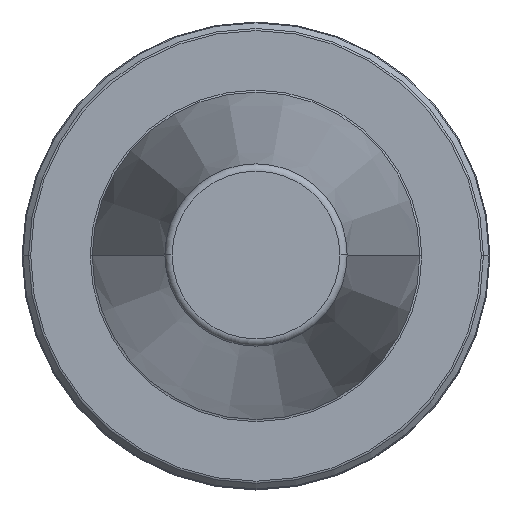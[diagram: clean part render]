
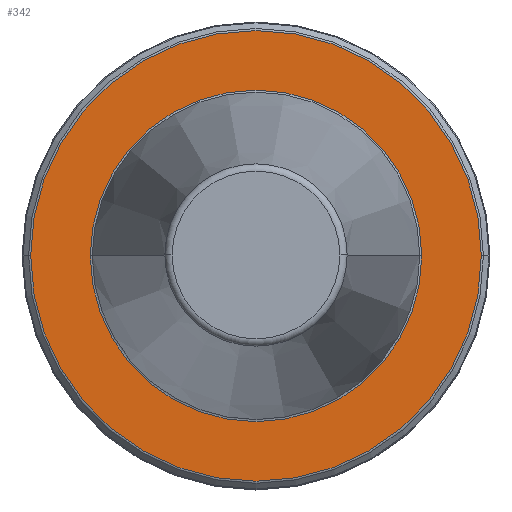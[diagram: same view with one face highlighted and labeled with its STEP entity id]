
A CAD part, top view. The second image highlights one B-rep face of the part: STEP entity #342.
In plain terms, the highlighted planar face has unit normal (0, 0, 1).
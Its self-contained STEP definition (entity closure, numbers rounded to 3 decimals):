
#50 = EDGE_CURVE ( 'NONE', #1108, #450, #1054, .T. ) ;
#60 = FACE_OUTER_BOUND ( 'NONE', #800, .T. ) ;
#71 = CARTESIAN_POINT ( 'NONE',  ( 22.5, 0., -3.2 ) ) ;
#86 = CARTESIAN_POINT ( 'NONE',  ( 0., 0., -3.2 ) ) ;
#124 = AXIS2_PLACEMENT_3D ( 'NONE', #86, #125, #689 ) ;
#125 = DIRECTION ( 'NONE',  ( 0., 0., 1. ) ) ;
#128 = DIRECTION ( 'NONE',  ( 1., 0., 0. ) ) ;
#129 = DIRECTION ( 'NONE',  ( 0., 0., 1. ) ) ;
#131 = DIRECTION ( 'NONE',  ( 1., 0., 0. ) ) ;
#185 = CARTESIAN_POINT ( 'NONE',  ( -22.5, 0., -3.2 ) ) ;
#306 = CARTESIAN_POINT ( 'NONE',  ( 30.584, 0., -3.2 ) ) ;
#320 = DIRECTION ( 'NONE',  ( 0., 0., 1. ) ) ;
#342 = ADVANCED_FACE ( 'NONE', ( #60, #1102 ), #464, .T. ) ;
#413 = DIRECTION ( 'NONE',  ( 1., 0., 0. ) ) ;
#450 = VERTEX_POINT ( 'NONE', #185 ) ;
#463 = CARTESIAN_POINT ( 'NONE',  ( 0., 0., -3.2 ) ) ;
#464 = PLANE ( 'NONE',  #951 ) ;
#466 = DIRECTION ( 'NONE',  ( 1., 0., 0. ) ) ;
#482 = CARTESIAN_POINT ( 'NONE',  ( -30.584, 0., -3.2 ) ) ;
#511 = ORIENTED_EDGE ( 'NONE', *, *, #911, .T. ) ;
#516 = AXIS2_PLACEMENT_3D ( 'NONE', #463, #708, #128 ) ;
#548 = CIRCLE ( 'NONE', #516, 30.584 ) ;
#603 = ORIENTED_EDGE ( 'NONE', *, *, #605, .F. ) ;
#605 = EDGE_CURVE ( 'NONE', #450, #1108, #902, .T. ) ;
#612 = CIRCLE ( 'NONE', #124, 30.584 ) ;
#689 = DIRECTION ( 'NONE',  ( 1., 0., 0. ) ) ;
#708 = DIRECTION ( 'NONE',  ( 0., 0., 1. ) ) ;
#732 = CARTESIAN_POINT ( 'NONE',  ( 0., 0., -3.2 ) ) ;
#798 = EDGE_CURVE ( 'NONE', #1234, #903, #612, .T. ) ;
#800 = EDGE_LOOP ( 'NONE', ( #1249, #511 ) ) ;
#810 = ORIENTED_EDGE ( 'NONE', *, *, #50, .F. ) ;
#848 = DIRECTION ( 'NONE',  ( 0., 0., 1. ) ) ;
#901 = AXIS2_PLACEMENT_3D ( 'NONE', #1095, #129, #413 ) ;
#902 = CIRCLE ( 'NONE', #949, 22.5 ) ;
#903 = VERTEX_POINT ( 'NONE', #482 ) ;
#911 = EDGE_CURVE ( 'NONE', #903, #1234, #548, .T. ) ;
#949 = AXIS2_PLACEMENT_3D ( 'NONE', #732, #320, #466 ) ;
#951 = AXIS2_PLACEMENT_3D ( 'NONE', #1118, #848, #131 ) ;
#1054 = CIRCLE ( 'NONE', #901, 22.5 ) ;
#1095 = CARTESIAN_POINT ( 'NONE',  ( 0., 0., -3.2 ) ) ;
#1102 = FACE_BOUND ( 'NONE', #1197, .T. ) ;
#1108 = VERTEX_POINT ( 'NONE', #71 ) ;
#1118 = CARTESIAN_POINT ( 'NONE',  ( 0., 0., -3.2 ) ) ;
#1197 = EDGE_LOOP ( 'NONE', ( #810, #603 ) ) ;
#1234 = VERTEX_POINT ( 'NONE', #306 ) ;
#1249 = ORIENTED_EDGE ( 'NONE', *, *, #798, .T. ) ;
